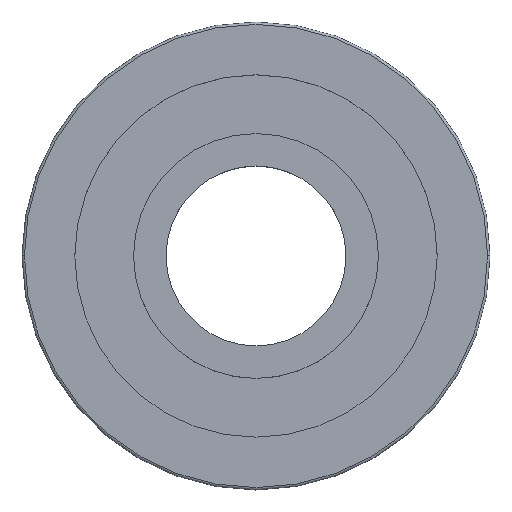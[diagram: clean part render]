
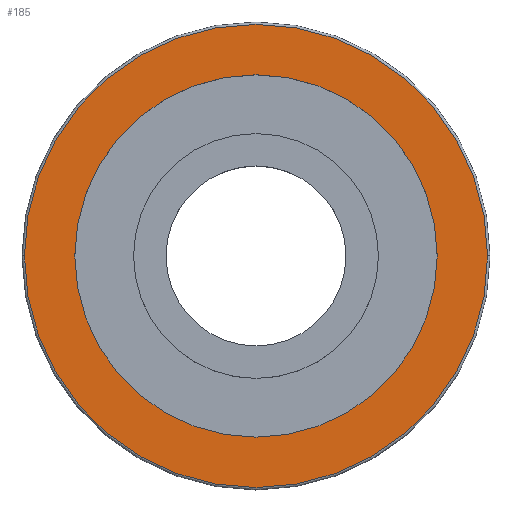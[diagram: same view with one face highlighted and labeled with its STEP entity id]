
A CAD part, top view. The second image highlights one B-rep face of the part: STEP entity #185.
In plain terms, the highlighted planar face has unit normal (0, 0, 1).
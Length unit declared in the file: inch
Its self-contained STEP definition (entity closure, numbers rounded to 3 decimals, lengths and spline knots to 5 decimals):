
#17 = EDGE_LOOP ( 'NONE', ( #145, #141 ) ) ;
#116 = VERTEX_POINT ( 'NONE', #292 ) ;
#141 = ORIENTED_EDGE ( 'NONE', *, *, #578, .T. ) ;
#145 = ORIENTED_EDGE ( 'NONE', *, *, #410, .T. ) ;
#185 = ADVANCED_FACE ( 'NONE', ( #723, #715 ), #768, .T. ) ;
#194 = AXIS2_PLACEMENT_3D ( 'NONE', #248, #247, #242 ) ;
#221 = AXIS2_PLACEMENT_3D ( 'NONE', #617, #615, #613 ) ;
#242 = DIRECTION ( 'NONE',  ( 1., 0., 0. ) ) ;
#247 = DIRECTION ( 'NONE',  ( 0., 0., 1. ) ) ;
#248 = CARTESIAN_POINT ( 'NONE',  ( 0., 0., 0. ) ) ;
#250 = ORIENTED_EDGE ( 'NONE', *, *, #484, .F. ) ;
#263 = ORIENTED_EDGE ( 'NONE', *, *, #583, .F. ) ;
#264 = CARTESIAN_POINT ( 'NONE',  ( 0.3775, 0., 0. ) ) ;
#282 = VERTEX_POINT ( 'NONE', #721 ) ;
#292 = CARTESIAN_POINT ( 'NONE',  ( 0.3775, 0., 0. ) ) ;
#295 = AXIS2_PLACEMENT_3D ( 'NONE', #264, #778, #763 ) ;
#331 = CARTESIAN_POINT ( 'NONE',  ( -0.3775, 0., 0. ) ) ;
#402 = EDGE_LOOP ( 'NONE', ( #263, #250 ) ) ;
#410 = EDGE_CURVE ( 'NONE', #449, #282, #667, .T. ) ;
#449 = VERTEX_POINT ( 'NONE', #543 ) ;
#484 = EDGE_CURVE ( 'NONE', #764, #116, #622, .T. ) ;
#499 = DIRECTION ( 'NONE',  ( 1., 0., 0. ) ) ;
#501 = DIRECTION ( 'NONE',  ( 0., 0., 1. ) ) ;
#502 = CARTESIAN_POINT ( 'NONE',  ( 0., 0., 0. ) ) ;
#503 = DIRECTION ( 'NONE',  ( 1., 0., 0. ) ) ;
#505 = DIRECTION ( 'NONE',  ( 0., 0., 1. ) ) ;
#512 = CIRCLE ( 'NONE', #526, 0.4825 ) ;
#515 = CARTESIAN_POINT ( 'NONE',  ( 0., 0., 0. ) ) ;
#523 = AXIS2_PLACEMENT_3D ( 'NONE', #502, #501, #499 ) ;
#526 = AXIS2_PLACEMENT_3D ( 'NONE', #515, #505, #503 ) ;
#543 = CARTESIAN_POINT ( 'NONE',  ( 0.4825, 0., 0. ) ) ;
#559 = CIRCLE ( 'NONE', #523, 0.3775 ) ;
#578 = EDGE_CURVE ( 'NONE', #282, #449, #512, .T. ) ;
#583 = EDGE_CURVE ( 'NONE', #116, #764, #559, .T. ) ;
#613 = DIRECTION ( 'NONE',  ( 1., 0., 0. ) ) ;
#615 = DIRECTION ( 'NONE',  ( 0., 0., 1. ) ) ;
#617 = CARTESIAN_POINT ( 'NONE',  ( 0., 0., 0. ) ) ;
#622 = CIRCLE ( 'NONE', #194, 0.3775 ) ;
#667 = CIRCLE ( 'NONE', #221, 0.4825 ) ;
#715 = FACE_BOUND ( 'NONE', #402, .T. ) ;
#721 = CARTESIAN_POINT ( 'NONE',  ( -0.4825, 0., 0. ) ) ;
#723 = FACE_OUTER_BOUND ( 'NONE', #17, .T. ) ;
#763 = DIRECTION ( 'NONE',  ( 1., 0., 0. ) ) ;
#764 = VERTEX_POINT ( 'NONE', #331 ) ;
#768 = PLANE ( 'NONE',  #295 ) ;
#778 = DIRECTION ( 'NONE',  ( 0., 0., 1. ) ) ;
